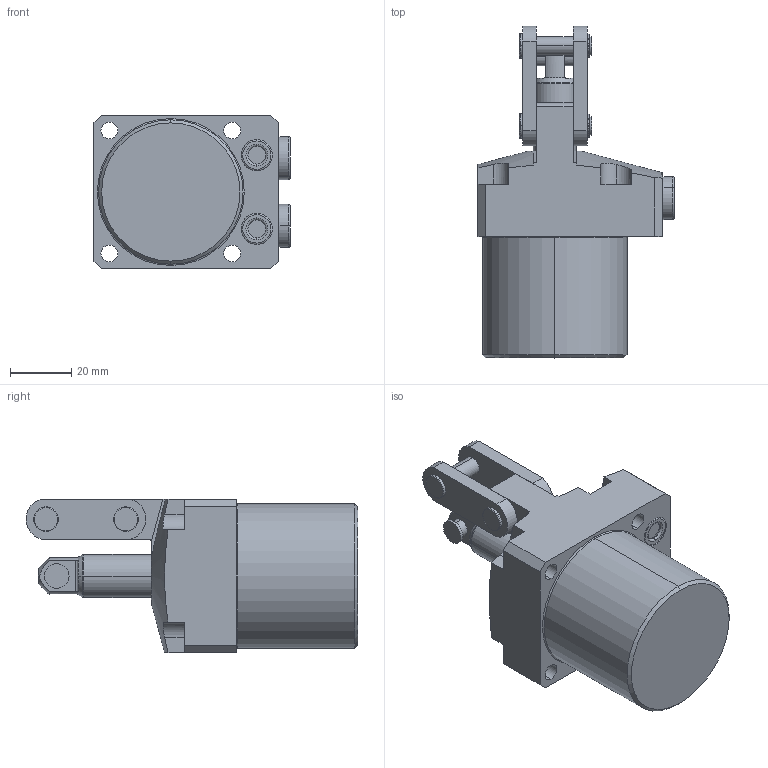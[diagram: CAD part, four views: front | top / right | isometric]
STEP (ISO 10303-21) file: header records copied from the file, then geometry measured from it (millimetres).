
FILE_DESCRIPTION (( 'STEP AP203' ), '1' );
FILE_NAME ('CLU04-L.step', '2014-10-02T02:08:51', ( 'pascal' ), ( 'Hewlett-Packard Company' ), 'SwSTEP 2.0', 'SolidWorks 2012', '' );
FILE_SCHEMA (( 'CONFIG_CONTROL_DESIGN' ));
Length unit declared in the file: millimetre
Products named in the file (5): CLU04-L_BODY; CLU04_ROD; CLU04_LINK; CLU04_PLUG; CLU04-L
Assembly tree (5 placements, depth 2):
  CLU04-L
    CLU04-L_BODY
    CLU04_ROD
    CLU04_LINK
    CLU04_PLUG  x2
Bounding box: 63.8 x 107.97 x 50 mm (x, y, z)
Volume: 146765.3 mm3; surface area: 27564.7 mm2
Topology: 5 solids, 7 shells, 284 faces, 677 edges, 432 vertices
Faces by surface type: cylinder 118, plane 113, torus 34, cone 19
Entity records: 8508 total; most frequent: CARTESIAN_POINT 1611, DIRECTION 1431, ORIENTED_EDGE 1262, EDGE_CURVE 631, AXIS2_PLACEMENT_3D 574, VERTEX_POINT 404, EDGE_LOOP 305, CIRCLE 304
